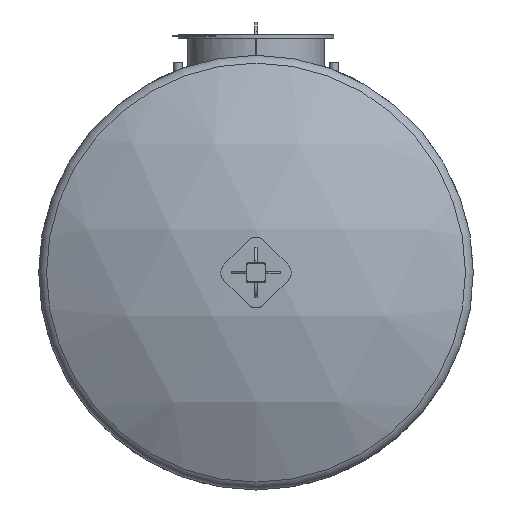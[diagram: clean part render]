
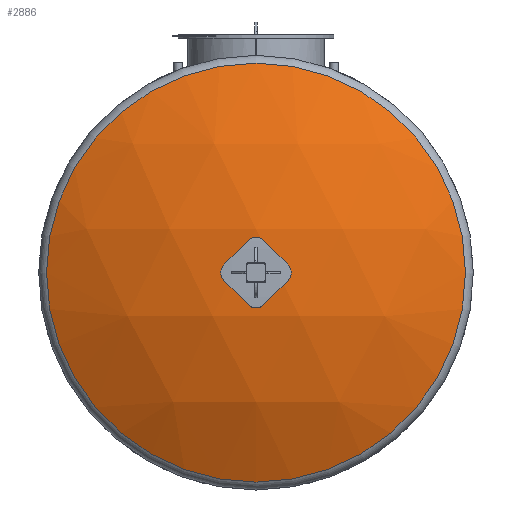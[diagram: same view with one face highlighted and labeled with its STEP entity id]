
A CAD part, left-side view. The second image highlights one B-rep face of the part: STEP entity #2886.
In plain terms, the highlighted spherical face has radius 2011 mm.
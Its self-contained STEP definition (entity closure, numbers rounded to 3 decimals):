
#27=SPHERICAL_SURFACE('',#3223,2011.);
#797=FACE_OUTER_BOUND('',#961,.T.);
#961=EDGE_LOOP('',(#2351));
#1080=CIRCLE('',#3221,967.72);
#1340=VERTEX_POINT('',#5520);
#1736=EDGE_CURVE('',#1340,#1340,#1080,.T.);
#2351=ORIENTED_EDGE('',*,*,#1736,.T.);
#2886=ADVANCED_FACE('',(#797),#27,.T.);
#3221=AXIS2_PLACEMENT_3D('',#5521,#3928,#3929);
#3223=AXIS2_PLACEMENT_3D('',#5523,#3932,#3933);
#3928=DIRECTION('center_axis',(-1.,0.,0.));
#3929=DIRECTION('ref_axis',(0.,-1.,0.));
#3932=DIRECTION('center_axis',(0.,0.,1.));
#3933=DIRECTION('ref_axis',(0.,-1.,0.));
#5520=CARTESIAN_POINT('',(-86.804,0.,967.72));
#5521=CARTESIAN_POINT('Origin',(-86.804,0.,
0.));
#5523=CARTESIAN_POINT('Origin',(1676.046,0.,
0.));
